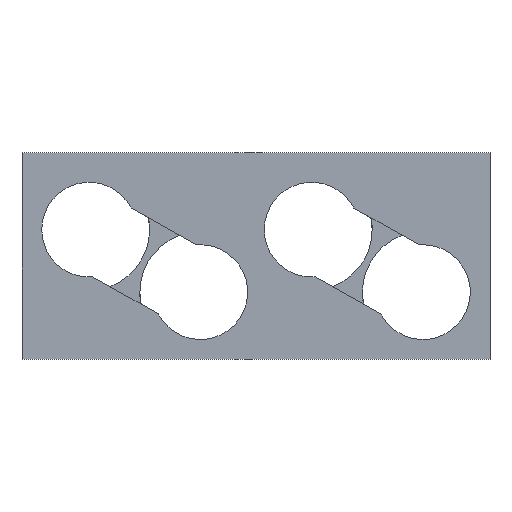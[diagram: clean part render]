
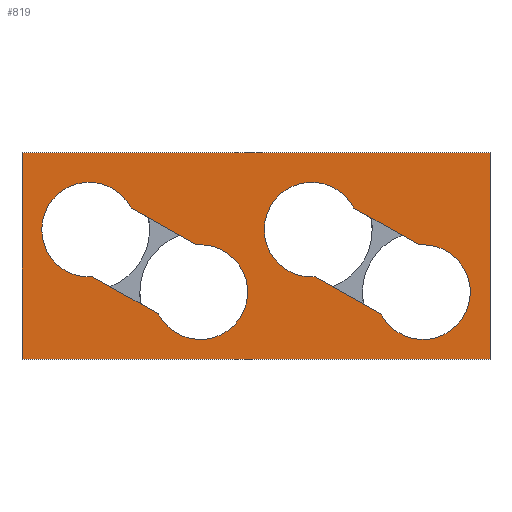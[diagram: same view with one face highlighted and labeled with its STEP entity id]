
A CAD part, top view. The second image highlights one B-rep face of the part: STEP entity #819.
In plain terms, the highlighted planar face has unit normal (0, 0, 1).
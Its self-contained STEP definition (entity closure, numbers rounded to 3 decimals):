
#4 = LINE ( 'NONE', #315, #413 ) ;
#5 = EDGE_CURVE ( 'NONE', #991, #930, #769, .T. ) ;
#14 = DIRECTION ( 'NONE',  ( 0.872, -0.49, 0. ) ) ;
#24 = VERTEX_POINT ( 'NONE', #734 ) ;
#27 = AXIS2_PLACEMENT_3D ( 'NONE', #496, #163, #242 ) ;
#52 = CARTESIAN_POINT ( 'NONE',  ( 50.744, -9.5, 1. ) ) ;
#57 = CARTESIAN_POINT ( 'NONE',  ( 0., 0., 1. ) ) ;
#74 = EDGE_CURVE ( 'NONE', #714, #572, #935, .T. ) ;
#85 = ORIENTED_EDGE ( 'NONE', *, *, #252, .T. ) ;
#96 = DIRECTION ( 'NONE',  ( 0., 0., -1. ) ) ;
#109 = EDGE_CURVE ( 'NONE', #888, #662, #174, .T. ) ;
#115 = ORIENTED_EDGE ( 'NONE', *, *, #210, .T. ) ;
#127 = DIRECTION ( 'NONE',  ( 0., 0., -1. ) ) ;
#130 = CARTESIAN_POINT ( 'NONE',  ( -10.2, 11.7, 1. ) ) ;
#138 = DIRECTION ( 'NONE',  ( -1., 0., 0. ) ) ;
#152 = EDGE_LOOP ( 'NONE', ( #645, #1055, #625, #503, #513 ) ) ;
#156 = CARTESIAN_POINT ( 'NONE',  ( 36.768, 5.231, 1. ) ) ;
#163 = DIRECTION ( 'NONE',  ( 0., 0., -1. ) ) ;
#169 = EDGE_CURVE ( 'NONE', #912, #572, #320, .T. ) ;
#171 = CARTESIAN_POINT ( 'NONE',  ( 13.977, -14.731, 1. ) ) ;
#174 = CIRCLE ( 'NONE', #527, 7.2 ) ;
#210 = EDGE_CURVE ( 'NONE', #696, #1044, #782, .T. ) ;
#220 = CARTESIAN_POINT ( 'NONE',  ( 33.83, 0., 1. ) ) ;
#227 = DIRECTION ( 'NONE',  ( 0., 1., 0. ) ) ;
#234 = VERTEX_POINT ( 'NONE', #990 ) ;
#242 = DIRECTION ( 'NONE',  ( -1., 0., 0. ) ) ;
#252 = EDGE_CURVE ( 'NONE', #1069, #24, #4, .T. ) ;
#261 = VECTOR ( 'NONE', #576, 1000. ) ;
#274 = FACE_OUTER_BOUND ( 'NONE', #500, .T. ) ;
#287 = CARTESIAN_POINT ( 'NONE',  ( 2.938, 5.231, 1. ) ) ;
#299 = VECTOR ( 'NONE', #14, 1000. ) ;
#305 = DIRECTION ( 'NONE',  ( -1., 0., 0. ) ) ;
#314 = EDGE_CURVE ( 'NONE', #24, #991, #989, .T. ) ;
#315 = CARTESIAN_POINT ( 'NONE',  ( 60.944, -19.7, 1. ) ) ;
#318 = CIRCLE ( 'NONE', #957, 7.2 ) ;
#320 = LINE ( 'NONE', #907, #741 ) ;
#334 = VERTEX_POINT ( 'NONE', #467 ) ;
#338 = LINE ( 'NONE', #287, #1097 ) ;
#344 = VERTEX_POINT ( 'NONE', #1020 ) ;
#361 = VECTOR ( 'NONE', #913, 1000. ) ;
#362 = EDGE_CURVE ( 'NONE', #714, #344, #958, .T. ) ;
#368 = ORIENTED_EDGE ( 'NONE', *, *, #411, .T. ) ;
#385 = AXIS2_PLACEMENT_3D ( 'NONE', #57, #1102, #911 ) ;
#411 = EDGE_CURVE ( 'NONE', #334, #696, #828, .T. ) ;
#413 = VECTOR ( 'NONE', #227, 1000. ) ;
#443 = DIRECTION ( 'NONE',  ( -1., 0., 0. ) ) ;
#445 = ORIENTED_EDGE ( 'NONE', *, *, #605, .T. ) ;
#448 = EDGE_CURVE ( 'NONE', #334, #662, #517, .T. ) ;
#450 = CARTESIAN_POINT ( 'NONE',  ( 16.915, -9.5, 1. ) ) ;
#452 = DIRECTION ( 'NONE',  ( 0., 0., -1. ) ) ;
#462 = FACE_BOUND ( 'NONE', #837, .T. ) ;
#467 = CARTESIAN_POINT ( 'NONE',  ( 0.532, -7.18, 1. ) ) ;
#470 = CARTESIAN_POINT ( 'NONE',  ( 44.336, -12.782, 1. ) ) ;
#488 = ORIENTED_EDGE ( 'NONE', *, *, #448, .F. ) ;
#496 = CARTESIAN_POINT ( 'NONE',  ( 0., 0., 1. ) ) ;
#500 = EDGE_LOOP ( 'NONE', ( #830, #445, #85, #779 ) ) ;
#503 = ORIENTED_EDGE ( 'NONE', *, *, #893, .T. ) ;
#513 = ORIENTED_EDGE ( 'NONE', *, *, #362, .F. ) ;
#517 = LINE ( 'NONE', #171, #299 ) ;
#527 = AXIS2_PLACEMENT_3D ( 'NONE', #450, #624, #1093 ) ;
#537 = CARTESIAN_POINT ( 'NONE',  ( 0., 0., 1. ) ) ;
#544 = DIRECTION ( 'NONE',  ( 0., 0., -1. ) ) ;
#547 = VECTOR ( 'NONE', #649, 1000. ) ;
#552 = CARTESIAN_POINT ( 'NONE',  ( -7.2, 0., 1. ) ) ;
#572 = VERTEX_POINT ( 'NONE', #470 ) ;
#576 = DIRECTION ( 'NONE',  ( -0.872, 0.49, 0. ) ) ;
#593 = AXIS2_PLACEMENT_3D ( 'NONE', #1061, #96, #879 ) ;
#605 = EDGE_CURVE ( 'NONE', #930, #1069, #1096, .T. ) ;
#624 = DIRECTION ( 'NONE',  ( 0., 0., -1. ) ) ;
#625 = ORIENTED_EDGE ( 'NONE', *, *, #689, .T. ) ;
#641 = CARTESIAN_POINT ( 'NONE',  ( 10.507, -12.782, 1. ) ) ;
#645 = ORIENTED_EDGE ( 'NONE', *, *, #74, .T. ) ;
#649 = DIRECTION ( 'NONE',  ( 1., 0., 0. ) ) ;
#662 = VERTEX_POINT ( 'NONE', #641 ) ;
#676 = CARTESIAN_POINT ( 'NONE',  ( 16.383, -2.32, 1. ) ) ;
#689 = EDGE_CURVE ( 'NONE', #912, #234, #318, .T. ) ;
#696 = VERTEX_POINT ( 'NONE', #552 ) ;
#699 = AXIS2_PLACEMENT_3D ( 'NONE', #537, #544, #138 ) ;
#701 = CARTESIAN_POINT ( 'NONE',  ( 60.944, -19.7, 1. ) ) ;
#703 = CARTESIAN_POINT ( 'NONE',  ( 50.212, -2.32, 1. ) ) ;
#714 = VERTEX_POINT ( 'NONE', #703 ) ;
#723 = CIRCLE ( 'NONE', #593, 7.2 ) ;
#734 = CARTESIAN_POINT ( 'NONE',  ( 60.944, 11.7, 1. ) ) ;
#741 = VECTOR ( 'NONE', #1087, 1000. ) ;
#769 = LINE ( 'NONE', #905, #361 ) ;
#779 = ORIENTED_EDGE ( 'NONE', *, *, #314, .T. ) ;
#782 = CIRCLE ( 'NONE', #699, 7.2 ) ;
#803 = DIRECTION ( 'NONE',  ( -1., 0., 0. ) ) ;
#806 = PLANE ( 'NONE',  #385 ) ;
#819 = ADVANCED_FACE ( 'NONE', ( #917, #462, #274 ), #806, .F. ) ;
#823 = CARTESIAN_POINT ( 'NONE',  ( -10.2, 11.7, 1. ) ) ;
#828 = CIRCLE ( 'NONE', #27, 7.2 ) ;
#830 = ORIENTED_EDGE ( 'NONE', *, *, #5, .T. ) ;
#837 = EDGE_LOOP ( 'NONE', ( #368, #115, #936, #976, #488 ) ) ;
#865 = CARTESIAN_POINT ( 'NONE',  ( -10.2, -19.7, 1. ) ) ;
#873 = CARTESIAN_POINT ( 'NONE',  ( 34.362, -7.18, 1. ) ) ;
#879 = DIRECTION ( 'NONE',  ( -1., 0., 0. ) ) ;
#888 = VERTEX_POINT ( 'NONE', #676 ) ;
#891 = AXIS2_PLACEMENT_3D ( 'NONE', #52, #452, #443 ) ;
#893 = EDGE_CURVE ( 'NONE', #234, #344, #723, .T. ) ;
#894 = DIRECTION ( 'NONE',  ( -0.872, 0.49, 0. ) ) ;
#905 = CARTESIAN_POINT ( 'NONE',  ( -10.2, -19.7, 1. ) ) ;
#907 = CARTESIAN_POINT ( 'NONE',  ( 47.806, -14.731, 1. ) ) ;
#911 = DIRECTION ( 'NONE',  ( -1., 0., 0. ) ) ;
#912 = VERTEX_POINT ( 'NONE', #873 ) ;
#913 = DIRECTION ( 'NONE',  ( 0., -1., 0. ) ) ;
#917 = FACE_BOUND ( 'NONE', #152, .T. ) ;
#930 = VERTEX_POINT ( 'NONE', #865 ) ;
#935 = CIRCLE ( 'NONE', #891, 7.2 ) ;
#936 = ORIENTED_EDGE ( 'NONE', *, *, #984, .F. ) ;
#957 = AXIS2_PLACEMENT_3D ( 'NONE', #220, #127, #803 ) ;
#958 = LINE ( 'NONE', #156, #261 ) ;
#976 = ORIENTED_EDGE ( 'NONE', *, *, #109, .T. ) ;
#984 = EDGE_CURVE ( 'NONE', #888, #1044, #338, .T. ) ;
#989 = LINE ( 'NONE', #823, #1098 ) ;
#990 = CARTESIAN_POINT ( 'NONE',  ( 26.63, 0., 1. ) ) ;
#991 = VERTEX_POINT ( 'NONE', #130 ) ;
#992 = CARTESIAN_POINT ( 'NONE',  ( 6.408, 3.282, 1. ) ) ;
#1020 = CARTESIAN_POINT ( 'NONE',  ( 40.238, 3.282, 1. ) ) ;
#1044 = VERTEX_POINT ( 'NONE', #992 ) ;
#1055 = ORIENTED_EDGE ( 'NONE', *, *, #169, .F. ) ;
#1061 = CARTESIAN_POINT ( 'NONE',  ( 33.83, 0., 1. ) ) ;
#1069 = VERTEX_POINT ( 'NONE', #701 ) ;
#1087 = DIRECTION ( 'NONE',  ( 0.872, -0.49, 0. ) ) ;
#1093 = DIRECTION ( 'NONE',  ( -1., 0., 0. ) ) ;
#1096 = LINE ( 'NONE', #1118, #547 ) ;
#1097 = VECTOR ( 'NONE', #894, 1000. ) ;
#1098 = VECTOR ( 'NONE', #305, 1000. ) ;
#1102 = DIRECTION ( 'NONE',  ( 0., 0., -1. ) ) ;
#1118 = CARTESIAN_POINT ( 'NONE',  ( -10.2, -19.7, 1. ) ) ;
